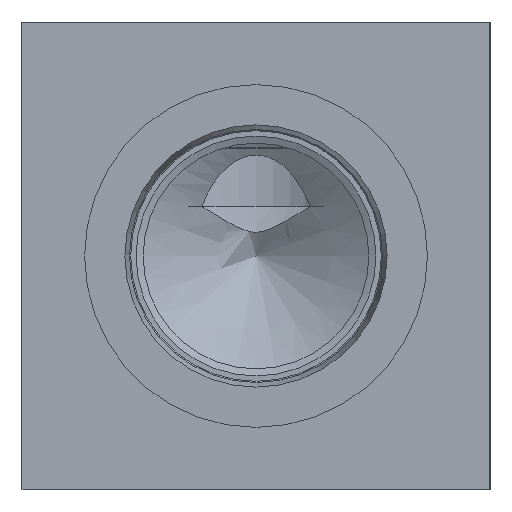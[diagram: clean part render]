
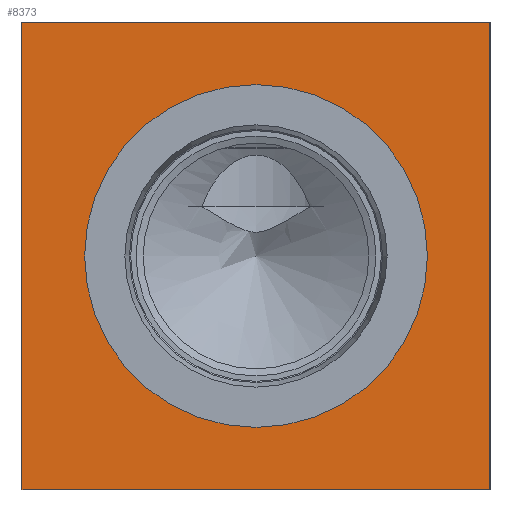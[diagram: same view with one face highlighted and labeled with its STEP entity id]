
A CAD part, left-side view. The second image highlights one B-rep face of the part: STEP entity #8373.
In plain terms, the highlighted planar face has unit normal (-1, 0, 0).
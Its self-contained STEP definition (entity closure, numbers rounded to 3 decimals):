
#314=CIRCLE('',#8903,32.563);
#315=CIRCLE('',#8904,32.563);
#385=FACE_BOUND('',#1676,.T.);
#1178=FACE_OUTER_BOUND('',#1675,.T.);
#1675=EDGE_LOOP('',(#7385,#7386,#7387,#7388));
#1676=EDGE_LOOP('',(#7389,#7390));
#1927=LINE('',#12992,#2649);
#2406=LINE('',#14675,#3128);
#2407=LINE('',#14676,#3129);
#2408=LINE('',#14677,#3130);
#2649=VECTOR('',#9266,10.);
#3128=VECTOR('',#10689,10.);
#3129=VECTOR('',#10690,10.);
#3130=VECTOR('',#10691,10.);
#3432=VERTEX_POINT('',#12985);
#3435=VERTEX_POINT('',#12990);
#3906=VERTEX_POINT('',#14644);
#3907=VERTEX_POINT('',#14645);
#3916=VERTEX_POINT('',#14673);
#3917=VERTEX_POINT('',#14674);
#4367=EDGE_CURVE('',#3435,#3432,#1927,.T.);
#5066=EDGE_CURVE('',#3906,#3907,#314,.T.);
#5067=EDGE_CURVE('',#3907,#3906,#315,.T.);
#5080=EDGE_CURVE('',#3916,#3917,#2406,.T.);
#5081=EDGE_CURVE('',#3917,#3432,#2407,.T.);
#5082=EDGE_CURVE('',#3916,#3435,#2408,.T.);
#7385=ORIENTED_EDGE('',*,*,#5080,.T.);
#7386=ORIENTED_EDGE('',*,*,#5081,.T.);
#7387=ORIENTED_EDGE('',*,*,#4367,.F.);
#7388=ORIENTED_EDGE('',*,*,#5082,.F.);
#7389=ORIENTED_EDGE('',*,*,#5066,.T.);
#7390=ORIENTED_EDGE('',*,*,#5067,.T.);
#7638=PLANE('',#8917);
#8373=ADVANCED_FACE('',(#1178,#385),#7638,.T.);
#8903=AXIS2_PLACEMENT_3D('',#14646,#10655,#10656);
#8904=AXIS2_PLACEMENT_3D('',#14647,#10657,#10658);
#8917=AXIS2_PLACEMENT_3D('',#14672,#10687,#10688);
#9266=DIRECTION('',(0.,-1.,0.));
#10655=DIRECTION('center_axis',(1.,0.,0.));
#10656=DIRECTION('ref_axis',(0.,0.,1.));
#10657=DIRECTION('center_axis',(1.,0.,0.));
#10658=DIRECTION('ref_axis',(0.,0.,1.));
#10687=DIRECTION('center_axis',(-1.,0.,0.));
#10688=DIRECTION('ref_axis',(0.,-1.,0.));
#10689=DIRECTION('',(0.,-1.,0.));
#10690=DIRECTION('',(0.,0.,1.));
#10691=DIRECTION('',(0.,0.,1.));
#12985=CARTESIAN_POINT('',(0.,0.,88.9));
#12990=CARTESIAN_POINT('',(0.,88.9,88.9));
#12992=CARTESIAN_POINT('',(0.,88.9,88.9));
#14644=CARTESIAN_POINT('',(0.,44.45,77.013));
#14645=CARTESIAN_POINT('',(0.,44.45,11.887));
#14646=CARTESIAN_POINT('Origin',(0.,44.45,44.45));
#14647=CARTESIAN_POINT('Origin',(0.,44.45,44.45));
#14672=CARTESIAN_POINT('Origin',(0.,88.9,0.));
#14673=CARTESIAN_POINT('',(0.,88.9,0.));
#14674=CARTESIAN_POINT('',(0.,0.,0.));
#14675=CARTESIAN_POINT('',(0.,88.9,0.));
#14676=CARTESIAN_POINT('',(0.,0.,0.));
#14677=CARTESIAN_POINT('',(0.,88.9,0.));
